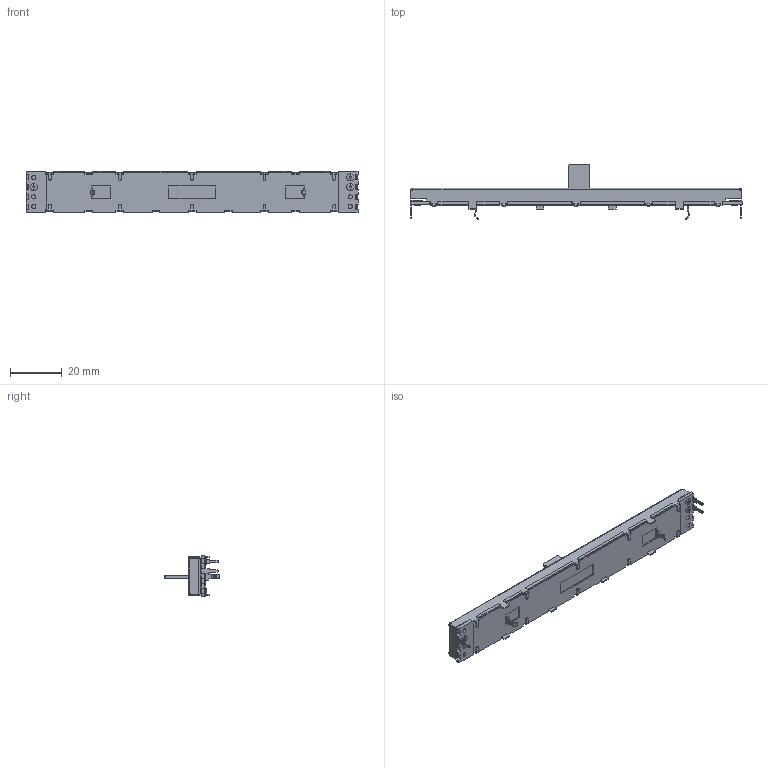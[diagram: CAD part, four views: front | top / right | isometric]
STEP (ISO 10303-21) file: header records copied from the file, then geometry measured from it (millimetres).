
FILE_DESCRIPTION((''),'2;1');
FILE_NAME('PTB0143-2010BP','2015-05-20T',('RICKB'),('Bourns, Inc.'),'PRO/ENGINEER BY PARAMETRIC TECHNOLOGY CORPORATION, 2012230','PRO/ENGINEER BY PARAMETRIC TECHNOLOGY CORPORATION, 2012230','');
FILE_SCHEMA(('CONFIG_CONTROL_DESIGN'));
Length unit declared in the file: millimetre
Products named in the file (1): PTB0143-2010BP
Bounding box: 128.5 x 21.42 x 16.2 mm (x, y, z)
Volume: 6118.8 mm3; surface area: 11187.3 mm2
Topology: 1 solids, 1 shells, 632 faces, 1768 edges, 1099 vertices
Faces by surface type: plane 526, cylinder 88, torus 18
Entity records: 19942 total; most frequent: ORIENTED_EDGE 3536, CARTESIAN_POINT 3519, DIRECTION 3232, EDGE_CURVE 1768, VECTOR 1560, LINE 1560, VERTEX_POINT 1099, AXIS2_PLACEMENT_3D 836
